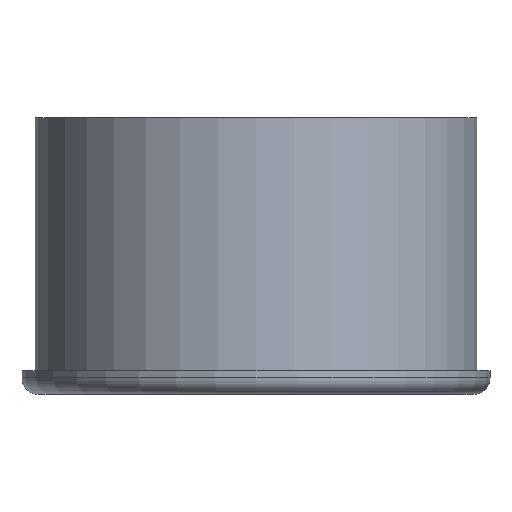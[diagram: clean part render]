
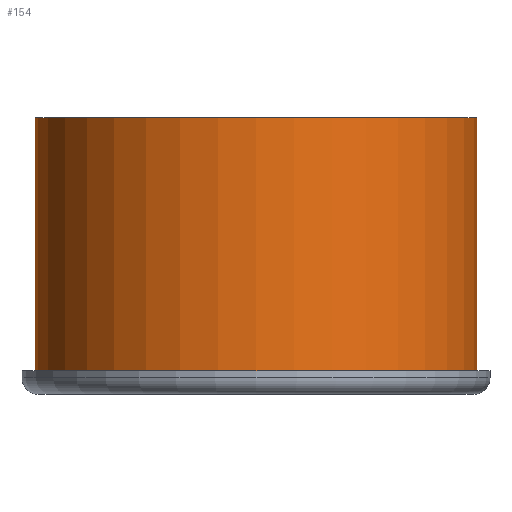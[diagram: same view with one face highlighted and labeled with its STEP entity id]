
A CAD part, front view. The second image highlights one B-rep face of the part: STEP entity #154.
In plain terms, the highlighted cylindrical face has radius 26.9 mm (diameter 53.8 mm), a partial arc.
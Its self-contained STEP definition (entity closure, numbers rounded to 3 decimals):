
#7 = LINE ( 'NONE', #402, #42 ) ;
#15 = DIRECTION ( 'NONE',  ( -1., 0., 0. ) ) ;
#42 = VECTOR ( 'NONE', #221, 1000. ) ;
#65 = ORIENTED_EDGE ( 'NONE', *, *, #381, .F. ) ;
#68 = DIRECTION ( 'NONE',  ( 1., 0., 0. ) ) ;
#75 = CARTESIAN_POINT ( 'NONE',  ( -26.9, 0., 33.7 ) ) ;
#80 = DIRECTION ( 'NONE',  ( 1., 0., 0. ) ) ;
#97 = VERTEX_POINT ( 'NONE', #297 ) ;
#117 = EDGE_CURVE ( 'NONE', #307, #97, #367, .T. ) ;
#154 = ADVANCED_FACE ( 'NONE', ( #160 ), #370, .T. ) ;
#160 = FACE_OUTER_BOUND ( 'NONE', #350, .T. ) ;
#189 = EDGE_CURVE ( 'NONE', #307, #271, #257, .T. ) ;
#191 = CARTESIAN_POINT ( 'NONE',  ( 0., 0., 33.7 ) ) ;
#204 = CARTESIAN_POINT ( 'NONE',  ( -26.9, 0., 2.9 ) ) ;
#213 = VECTOR ( 'NONE', #451, 1000. ) ;
#221 = DIRECTION ( 'NONE',  ( 0., 0., -1. ) ) ;
#235 = AXIS2_PLACEMENT_3D ( 'NONE', #405, #268, #80 ) ;
#257 = LINE ( 'NONE', #75, #213 ) ;
#268 = DIRECTION ( 'NONE',  ( 0., 0., 1. ) ) ;
#271 = VERTEX_POINT ( 'NONE', #204 ) ;
#290 = CARTESIAN_POINT ( 'NONE',  ( 0., 0., 2.9 ) ) ;
#297 = CARTESIAN_POINT ( 'NONE',  ( 26.9, 0., 33.7 ) ) ;
#307 = VERTEX_POINT ( 'NONE', #446 ) ;
#326 = CIRCLE ( 'NONE', #415, 26.9 ) ;
#335 = DIRECTION ( 'NONE',  ( 0., 0., -1. ) ) ;
#339 = ORIENTED_EDGE ( 'NONE', *, *, #117, .F. ) ;
#346 = ORIENTED_EDGE ( 'NONE', *, *, #437, .T. ) ;
#350 = EDGE_LOOP ( 'NONE', ( #65, #339, #376, #346 ) ) ;
#355 = AXIS2_PLACEMENT_3D ( 'NONE', #191, #335, #15 ) ;
#360 = DIRECTION ( 'NONE',  ( 0., 0., 1. ) ) ;
#367 = CIRCLE ( 'NONE', #235, 26.9 ) ;
#370 = CYLINDRICAL_SURFACE ( 'NONE', #355, 26.9 ) ;
#376 = ORIENTED_EDGE ( 'NONE', *, *, #189, .T. ) ;
#381 = EDGE_CURVE ( 'NONE', #97, #420, #7, .T. ) ;
#393 = CARTESIAN_POINT ( 'NONE',  ( 26.9, 0., 2.9 ) ) ;
#402 = CARTESIAN_POINT ( 'NONE',  ( 26.9, 0., 33.7 ) ) ;
#405 = CARTESIAN_POINT ( 'NONE',  ( 0., 0., 33.7 ) ) ;
#415 = AXIS2_PLACEMENT_3D ( 'NONE', #290, #360, #68 ) ;
#420 = VERTEX_POINT ( 'NONE', #393 ) ;
#437 = EDGE_CURVE ( 'NONE', #271, #420, #326, .T. ) ;
#446 = CARTESIAN_POINT ( 'NONE',  ( -26.9, 0., 33.7 ) ) ;
#451 = DIRECTION ( 'NONE',  ( 0., 0., -1. ) ) ;
